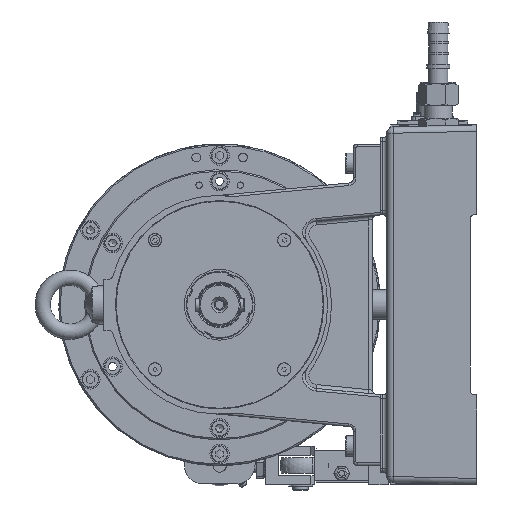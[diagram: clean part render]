
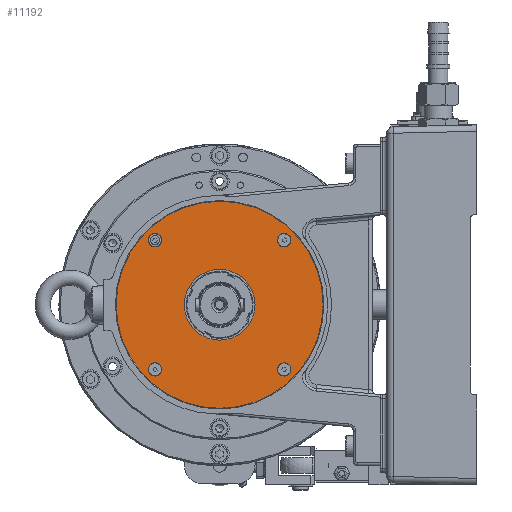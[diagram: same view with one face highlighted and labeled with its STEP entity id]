
A CAD part, left-side view. The second image highlights one B-rep face of the part: STEP entity #11192.
In plain terms, the highlighted planar face has unit normal (-1, 0, 0).
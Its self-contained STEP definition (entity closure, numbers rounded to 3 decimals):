
#1515 = DIRECTION ( 'NONE',  ( 0., 0., -1. ) ) ;
#1761 = CARTESIAN_POINT ( 'NONE',  ( 95.068, 203., -167.432 ) ) ;
#3740 = EDGE_CURVE ( 'NONE', #97627, #97627, #79225, .T. ) ;
#4280 = ORIENTED_EDGE ( 'NONE', *, *, #18761, .T. ) ;
#4535 = ORIENTED_EDGE ( 'NONE', *, *, #73756, .T. ) ;
#5452 = VERTEX_POINT ( 'NONE', #27407 ) ;
#5513 = ORIENTED_EDGE ( 'NONE', *, *, #3740, .T. ) ;
#8435 = EDGE_CURVE ( 'NONE', #58180, #58180, #86725, .T. ) ;
#11192 = ADVANCED_FACE ( 'NONE', ( #13556, #76922, #33860, #54232, #92415, #72106 ), #77643, .F. ) ;
#13556 = FACE_BOUND ( 'NONE', #67835, .T. ) ;
#14091 = DIRECTION ( 'NONE',  ( 1., 0., 0. ) ) ;
#15669 = CIRCLE ( 'NONE', #89414, 5.2 ) ;
#18761 = EDGE_CURVE ( 'NONE', #5452, #5452, #15669, .T. ) ;
#19030 = ORIENTED_EDGE ( 'NONE', *, *, #29482, .T. ) ;
#19212 = EDGE_LOOP ( 'NONE', ( #19030 ) ) ;
#21097 = AXIS2_PLACEMENT_3D ( 'NONE', #59873, #14091, #67547 ) ;
#22580 = CARTESIAN_POINT ( 'NONE',  ( 95.068, 152.795, -190.137 ) ) ;
#22665 = EDGE_LOOP ( 'NONE', ( #27072 ) ) ;
#23706 = CARTESIAN_POINT ( 'NONE',  ( 95.068, 253.205, -190.137 ) ) ;
#25012 = EDGE_CURVE ( 'NONE', #35240, #35240, #73090, .T. ) ;
#25733 = CIRCLE ( 'NONE', #21097, 5.2 ) ;
#27072 = ORIENTED_EDGE ( 'NONE', *, *, #8435, .T. ) ;
#27313 = CIRCLE ( 'NONE', #59882, 5.2 ) ;
#27407 = CARTESIAN_POINT ( 'NONE',  ( 95.068, 258.405, -89.727 ) ) ;
#27728 = EDGE_LOOP ( 'NONE', ( #64560 ) ) ;
#29482 = EDGE_CURVE ( 'NONE', #53325, #53325, #27313, .T. ) ;
#30245 = DIRECTION ( 'NONE',  ( 0., -1., 0. ) ) ;
#31382 = DIRECTION ( 'NONE',  ( 0., 0., -1. ) ) ;
#33860 = FACE_OUTER_BOUND ( 'NONE', #27728, .T. ) ;
#35240 = VERTEX_POINT ( 'NONE', #67112 ) ;
#38375 = CARTESIAN_POINT ( 'NONE',  ( 95.068, 253.205, -89.727 ) ) ;
#38481 = DIRECTION ( 'NONE',  ( 1., 0., 0. ) ) ;
#39498 = AXIS2_PLACEMENT_3D ( 'NONE', #42402, #95801, #50105 ) ;
#42402 = CARTESIAN_POINT ( 'NONE',  ( 95.068, 203., -139.932 ) ) ;
#46121 = DIRECTION ( 'NONE',  ( 0., 1., 0. ) ) ;
#47255 = DIRECTION ( 'NONE',  ( 1., 0., 0. ) ) ;
#50105 = DIRECTION ( 'NONE',  ( 0., 0., -1. ) ) ;
#53097 = CARTESIAN_POINT ( 'NONE',  ( 95.068, 253.205, -195.337 ) ) ;
#53325 = VERTEX_POINT ( 'NONE', #53097 ) ;
#54232 = FACE_BOUND ( 'NONE', #22665, .T. ) ;
#58180 = VERTEX_POINT ( 'NONE', #1761 ) ;
#59873 = CARTESIAN_POINT ( 'NONE',  ( 95.068, 152.795, -89.727 ) ) ;
#59882 = AXIS2_PLACEMENT_3D ( 'NONE', #23706, #77142, #31382 ) ;
#62934 = CARTESIAN_POINT ( 'NONE',  ( 95.068, 152.795, -84.527 ) ) ;
#64560 = ORIENTED_EDGE ( 'NONE', *, *, #25012, .F. ) ;
#67112 = CARTESIAN_POINT ( 'NONE',  ( 95.068, 203., -220.432 ) ) ;
#67327 = AXIS2_PLACEMENT_3D ( 'NONE', #84273, #38481, #91950 ) ;
#67487 = AXIS2_PLACEMENT_3D ( 'NONE', #22580, #75991, #30245 ) ;
#67547 = DIRECTION ( 'NONE',  ( 0., 0., 1. ) ) ;
#67835 = EDGE_LOOP ( 'NONE', ( #4535 ) ) ;
#71089 = VERTEX_POINT ( 'NONE', #62934 ) ;
#72106 = FACE_BOUND ( 'NONE', #97181, .T. ) ;
#73090 = CIRCLE ( 'NONE', #67327, 80.5 ) ;
#73756 = EDGE_CURVE ( 'NONE', #71089, #71089, #25733, .T. ) ;
#75991 = DIRECTION ( 'NONE',  ( 1., 0., 0. ) ) ;
#76922 = FACE_BOUND ( 'NONE', #19212, .T. ) ;
#77142 = DIRECTION ( 'NONE',  ( 1., 0., 0. ) ) ;
#77643 = PLANE ( 'NONE',  #94055 ) ;
#78677 = EDGE_LOOP ( 'NONE', ( #5513 ) ) ;
#79225 = CIRCLE ( 'NONE', #67487, 5.2 ) ;
#84273 = CARTESIAN_POINT ( 'NONE',  ( 95.068, 203., -139.932 ) ) ;
#86725 = CIRCLE ( 'NONE', #39498, 27.5 ) ;
#89414 = AXIS2_PLACEMENT_3D ( 'NONE', #38375, #91840, #46121 ) ;
#91840 = DIRECTION ( 'NONE',  ( 1., 0., 0. ) ) ;
#91950 = DIRECTION ( 'NONE',  ( 0., 0., -1. ) ) ;
#92218 = CARTESIAN_POINT ( 'NONE',  ( 95.068, 147.595, -190.137 ) ) ;
#92415 = FACE_BOUND ( 'NONE', #78677, .T. ) ;
#92967 = CARTESIAN_POINT ( 'NONE',  ( 95.068, 230.5, -139.932 ) ) ;
#94055 = AXIS2_PLACEMENT_3D ( 'NONE', #92967, #47255, #1515 ) ;
#95801 = DIRECTION ( 'NONE',  ( 1., 0., 0. ) ) ;
#97181 = EDGE_LOOP ( 'NONE', ( #4280 ) ) ;
#97627 = VERTEX_POINT ( 'NONE', #92218 ) ;
